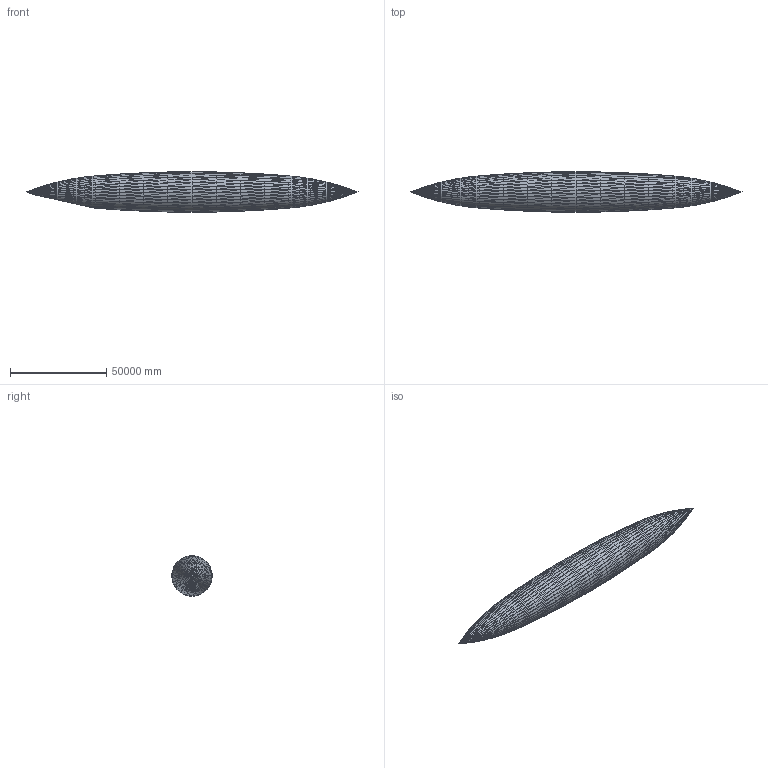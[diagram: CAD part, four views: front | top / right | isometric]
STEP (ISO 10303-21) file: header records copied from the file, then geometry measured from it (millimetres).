
FILE_DESCRIPTION (( 'STEP AP214' ), '1' );
FILE_NAME ('window_pod.STEP', '2024-02-15T18:50:26', ( '' ), ( '' ), 'SwSTEP 2.0', 'SolidWorks 2023', '' );
FILE_SCHEMA (( 'AUTOMOTIVE_DESIGN' ));
Length unit declared in the file: inch
Products named in the file (1): window_pod
Bounding box: 172465.36 x 21063 x 21044.03 mm (x, y, z)
Volume: 37573628267818.9 mm3; surface area: 8548463898 mm2
Topology: 1 solids, 1 shells, 1706 faces, 2559 edges, 855 vertices
Faces by surface type: plane 1706
Entity records: 33306 total; most frequent: DIRECTION 5973, CARTESIAN_POINT 5121, ORIENTED_EDGE 5118, LINE 2559, VECTOR 2559, EDGE_CURVE 2559, AXIS2_PLACEMENT_3D 1707, PLANE 1706
